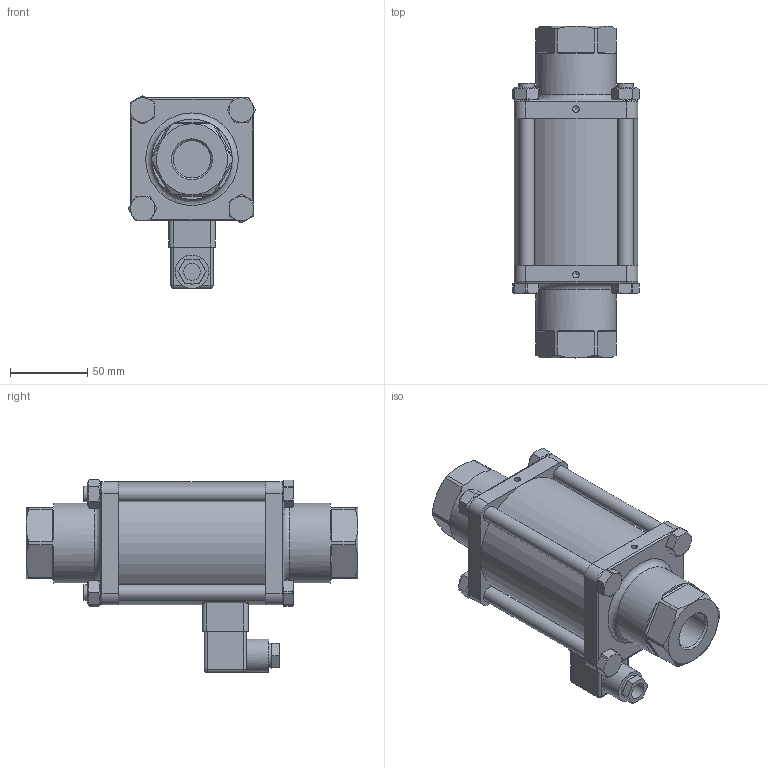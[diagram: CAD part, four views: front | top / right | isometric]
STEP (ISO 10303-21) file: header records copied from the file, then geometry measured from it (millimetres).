
FILE_DESCRIPTION(/* description */ (''),/* implementation_level */ '2;1');
FILE_NAME(/* name */ 'Typ 269 - DN20 G34 NC.stp',/* time_stamp */ '2015-02-02T12:11:37+01:00',/* author */ ('jmetzger'),/* organization */ (''),/* preprocessor_version */ 'ST-DEVELOPER v15.2',/* originating_system */ 'Autodesk Inventor 2014',/* authorisation */ '');
FILE_SCHEMA (('AUTOMOTIVE_DESIGN { 1 0 10303 214 3 1 1 }'));
Length unit declared in the file: millimetre
Products named in the file (1): Typ 269 - DN20 G34 NC
Bounding box: 82.48 x 215.2 x 124.94 mm (x, y, z)
Volume: 885047.3 mm3; surface area: 93021.2 mm2
Topology: 1 solids, 1 shells, 342 faces, 836 edges, 514 vertices
Faces by surface type: plane 184, cylinder 87, cone 52, torus 11, bspline 4, sphere 4
Full cylindrical faces by diameter (mm): 4.2 x2, 5.5 x1, 7.1 x1, 10 x8, 10.5 x8, 11 x1, 16 x1, 21.6 x1, 24.117 x2, 52 x2, 80 x1
Entity records: 9765 total; most frequent: CARTESIAN_POINT 2202, DIRECTION 1596, ORIENTED_EDGE 1536, EDGE_CURVE 768, AXIS2_PLACEMENT_3D 631, VERTEX_POINT 498, EDGE_LOOP 420, ADVANCED_FACE 342
